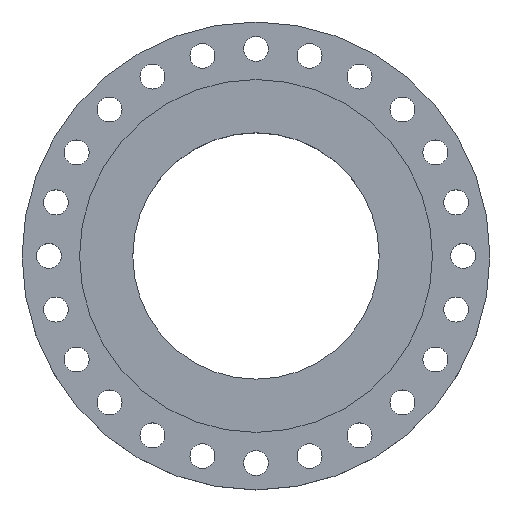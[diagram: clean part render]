
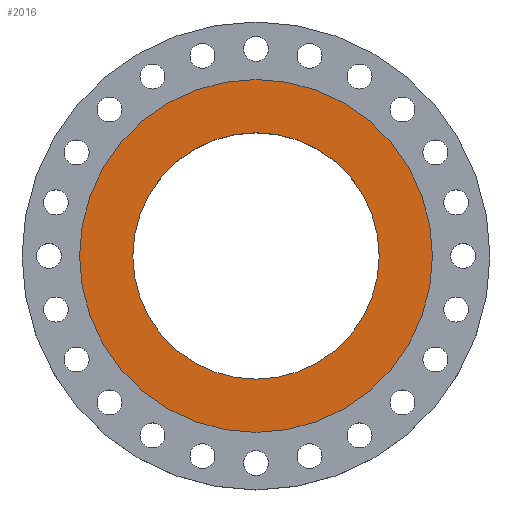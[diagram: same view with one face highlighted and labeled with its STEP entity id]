
A CAD part, top view. The second image highlights one B-rep face of the part: STEP entity #2016.
In plain terms, the highlighted planar face has unit normal (0, 0, 1).
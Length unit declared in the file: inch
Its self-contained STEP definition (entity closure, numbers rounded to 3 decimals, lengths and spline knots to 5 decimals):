
#38 = CARTESIAN_POINT ( 'NONE',  ( -8.03125, 0., 0. ) ) ;
#63 = VERTEX_POINT ( 'NONE', #137 ) ;
#72 = FACE_OUTER_BOUND ( 'NONE', #1063, .T. ) ;
#104 = CARTESIAN_POINT ( 'NONE',  ( 0., 0., 0. ) ) ;
#137 = CARTESIAN_POINT ( 'NONE',  ( 8.03125, 0., 0. ) ) ;
#184 = CIRCLE ( 'NONE', #332, 11.5 ) ;
#219 = DIRECTION ( 'NONE',  ( 1., 0., 0. ) ) ;
#232 = CARTESIAN_POINT ( 'NONE',  ( 0., 8.03125, 0. ) ) ;
#281 = DIRECTION ( 'NONE',  ( -1., 0., 0. ) ) ;
#285 = EDGE_CURVE ( 'NONE', #63, #2295, #1229, .T. ) ;
#332 = AXIS2_PLACEMENT_3D ( 'NONE', #1125, #1511, #219 ) ;
#366 = CIRCLE ( 'NONE', #2259, 11.5 ) ;
#596 = AXIS2_PLACEMENT_3D ( 'NONE', #232, #2284, #281 ) ;
#618 = EDGE_LOOP ( 'NONE', ( #1722, #2148 ) ) ;
#785 = VERTEX_POINT ( 'NONE', #2294 ) ;
#806 = VERTEX_POINT ( 'NONE', #1860 ) ;
#824 = EDGE_CURVE ( 'NONE', #2295, #63, #1231, .T. ) ;
#856 = DIRECTION ( 'NONE',  ( 0., 0., 1. ) ) ;
#928 = DIRECTION ( 'NONE',  ( 0., 0., 1. ) ) ;
#1016 = DIRECTION ( 'NONE',  ( 0., 0., 1. ) ) ;
#1063 = EDGE_LOOP ( 'NONE', ( #1799, #1797 ) ) ;
#1064 = CARTESIAN_POINT ( 'NONE',  ( 0., 0., 0. ) ) ;
#1125 = CARTESIAN_POINT ( 'NONE',  ( 0., 0., 0. ) ) ;
#1229 = CIRCLE ( 'NONE', #2226, 8.03125 ) ;
#1231 = CIRCLE ( 'NONE', #1784, 8.03125 ) ;
#1289 = DIRECTION ( 'NONE',  ( 1., 0., 0. ) ) ;
#1511 = DIRECTION ( 'NONE',  ( 0., 0., 1. ) ) ;
#1570 = FACE_BOUND ( 'NONE', #618, .T. ) ;
#1581 = EDGE_CURVE ( 'NONE', #785, #806, #366, .T. ) ;
#1722 = ORIENTED_EDGE ( 'NONE', *, *, #285, .F. ) ;
#1758 = DIRECTION ( 'NONE',  ( 1., 0., 0. ) ) ;
#1784 = AXIS2_PLACEMENT_3D ( 'NONE', #1064, #928, #1289 ) ;
#1787 = DIRECTION ( 'NONE',  ( 1., 0., 0. ) ) ;
#1797 = ORIENTED_EDGE ( 'NONE', *, *, #1581, .T. ) ;
#1799 = ORIENTED_EDGE ( 'NONE', *, *, #2183, .T. ) ;
#1860 = CARTESIAN_POINT ( 'NONE',  ( 11.5, 0., 0. ) ) ;
#2016 = ADVANCED_FACE ( 'NONE', ( #1570, #72 ), #2298, .F. ) ;
#2148 = ORIENTED_EDGE ( 'NONE', *, *, #824, .F. ) ;
#2183 = EDGE_CURVE ( 'NONE', #806, #785, #184, .T. ) ;
#2226 = AXIS2_PLACEMENT_3D ( 'NONE', #104, #856, #1787 ) ;
#2259 = AXIS2_PLACEMENT_3D ( 'NONE', #2276, #1016, #1758 ) ;
#2276 = CARTESIAN_POINT ( 'NONE',  ( 0., 0., 0. ) ) ;
#2284 = DIRECTION ( 'NONE',  ( 0., 0., -1. ) ) ;
#2294 = CARTESIAN_POINT ( 'NONE',  ( -11.5, 0., 0. ) ) ;
#2295 = VERTEX_POINT ( 'NONE', #38 ) ;
#2298 = PLANE ( 'NONE',  #596 ) ;
